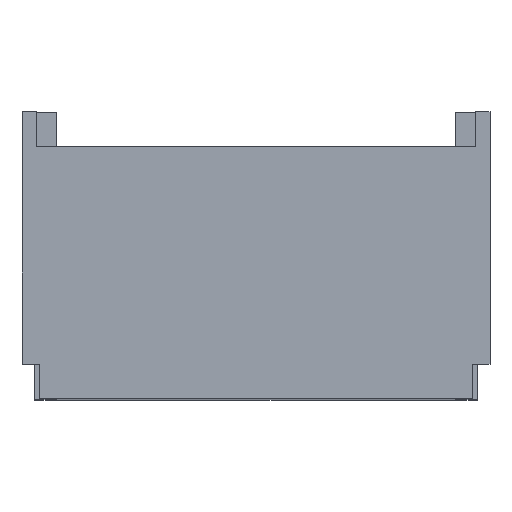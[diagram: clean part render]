
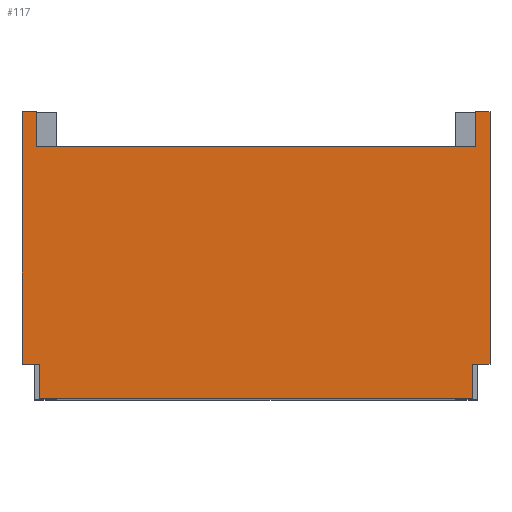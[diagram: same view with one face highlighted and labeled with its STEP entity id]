
A CAD part, top view. The second image highlights one B-rep face of the part: STEP entity #117.
In plain terms, the highlighted planar face has unit normal (0, 0, 1).
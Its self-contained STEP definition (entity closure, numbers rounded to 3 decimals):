
#117=ADVANCED_FACE('',(#296),#297,.T.);
#296=FACE_OUTER_BOUND('',#535,.T.);
#297=PLANE('',#536);
#535=EDGE_LOOP('',(#832,#833,#834,#835,#836,#837,#838,#839,#840,#841,#842,#843));
#536=AXIS2_PLACEMENT_3D('',#844,#845,#846);
#832=ORIENTED_EDGE('',*,*,#1549,.T.);
#833=ORIENTED_EDGE('',*,*,#1536,.T.);
#834=ORIENTED_EDGE('',*,*,#1532,.T.);
#835=ORIENTED_EDGE('',*,*,#1550,.F.);
#836=ORIENTED_EDGE('',*,*,#1501,.T.);
#837=ORIENTED_EDGE('',*,*,#1506,.F.);
#838=ORIENTED_EDGE('',*,*,#1541,.F.);
#839=ORIENTED_EDGE('',*,*,#1551,.T.);
#840=ORIENTED_EDGE('',*,*,#1552,.T.);
#841=ORIENTED_EDGE('',*,*,#1553,.T.);
#842=ORIENTED_EDGE('',*,*,#1554,.T.);
#843=ORIENTED_EDGE('',*,*,#1555,.F.);
#844=CARTESIAN_POINT('',(40.75,-41.0,168.0));
#845=DIRECTION('',(0.0,0.0,1.0));
#846=DIRECTION('',(0.0,-1.0,0.0));
#1501=EDGE_CURVE('',#1801,#1803,#1805,.T.);
#1506=EDGE_CURVE('',#1811,#1803,#1813,.T.);
#1532=EDGE_CURVE('',#1860,#1861,#1862,.T.);
#1536=EDGE_CURVE('',#1866,#1860,#1867,.T.);
#1541=EDGE_CURVE('',#1874,#1811,#1875,.T.);
#1549=EDGE_CURVE('',#1888,#1866,#1889,.T.);
#1550=EDGE_CURVE('',#1801,#1861,#1890,.T.);
#1551=EDGE_CURVE('',#1874,#1891,#1892,.T.);
#1552=EDGE_CURVE('',#1891,#1893,#1894,.T.);
#1553=EDGE_CURVE('',#1893,#1895,#1896,.T.);
#1554=EDGE_CURVE('',#1895,#1897,#1898,.T.);
#1555=EDGE_CURVE('',#1888,#1897,#1899,.T.);
#1801=VERTEX_POINT('',#2250);
#1803=VERTEX_POINT('',#2253);
#1805=LINE('',#2256,#2257);
#1811=VERTEX_POINT('',#2265);
#1813=LINE('',#2268,#2269);
#1860=VERTEX_POINT('',#2338);
#1861=VERTEX_POINT('',#2339);
#1862=LINE('',#2340,#2341);
#1866=VERTEX_POINT('',#2347);
#1867=LINE('',#2348,#2349);
#1874=VERTEX_POINT('',#2359);
#1875=LINE('',#2360,#2361);
#1888=VERTEX_POINT('',#2380);
#1889=LINE('',#2381,#2382);
#1890=LINE('',#2383,#2384);
#1891=VERTEX_POINT('',#2385);
#1892=LINE('',#2386,#2387);
#1893=VERTEX_POINT('',#2388);
#1894=LINE('',#2389,#2390);
#1895=VERTEX_POINT('',#2391);
#1896=LINE('',#2392,#2393);
#1897=VERTEX_POINT('',#2394);
#1898=LINE('',#2395,#2396);
#1899=LINE('',#2397,#2398);
#2250=CARTESIAN_POINT('',(37.75,-41.0,168.0));
#2253=CARTESIAN_POINT('',(37.75,-35.0,168.0));
#2256=CARTESIAN_POINT('',(37.75,-41.0,168.0));
#2257=VECTOR('',#2908,6.0);
#2265=CARTESIAN_POINT('',(40.75,-35.0,168.0));
#2268=CARTESIAN_POINT('',(40.75,-35.0,168.0));
#2269=VECTOR('',#2912,3.0);
#2338=CARTESIAN_POINT('',(-37.75,-35.0,168.0));
#2339=CARTESIAN_POINT('',(-37.75,-41.0,168.0));
#2340=CARTESIAN_POINT('',(-37.75,-35.0,168.0));
#2341=VECTOR('',#2935,6.0);
#2347=CARTESIAN_POINT('',(-40.75,-35.0,168.0));
#2348=CARTESIAN_POINT('',(-40.75,-35.0,168.0));
#2349=VECTOR('',#2938,3.0);
#2359=CARTESIAN_POINT('',(40.75,9.,168.0));
#2360=CARTESIAN_POINT('',(40.75,9.,168.0));
#2361=VECTOR('',#2942,44.0);
#2380=CARTESIAN_POINT('',(-40.75,9.0,168.0));
#2381=CARTESIAN_POINT('',(-40.75,9.0,168.0));
#2382=VECTOR('',#2949,44.0);
#2383=CARTESIAN_POINT('',(37.75,-41.0,168.0));
#2384=VECTOR('',#2950,75.5);
#2385=CARTESIAN_POINT('',(38.25,9.,168.0));
#2386=CARTESIAN_POINT('',(40.75,9.,168.0));
#2387=VECTOR('',#2951,2.5);
#2388=CARTESIAN_POINT('',(38.25,3.,168.0));
#2389=CARTESIAN_POINT('',(38.25,9.,168.0));
#2390=VECTOR('',#2952,6.0);
#2391=CARTESIAN_POINT('',(-38.25,3.0,168.0));
#2392=CARTESIAN_POINT('',(38.25,3.,168.0));
#2393=VECTOR('',#2953,76.5);
#2394=CARTESIAN_POINT('',(-38.25,9.0,168.0));
#2395=CARTESIAN_POINT('',(-38.25,3.0,168.0));
#2396=VECTOR('',#2954,6.0);
#2397=CARTESIAN_POINT('',(-40.75,9.0,168.0));
#2398=VECTOR('',#2955,2.5);
#2908=DIRECTION('',(0.0,1.0,0.0));
#2912=DIRECTION('',(-1.0,0.0,0.0));
#2935=DIRECTION('',(0.0,-1.0,0.0));
#2938=DIRECTION('',(1.0,0.0,0.0));
#2942=DIRECTION('',(0.0,-1.0,0.0));
#2949=DIRECTION('',(0.0,-1.0,0.0));
#2950=DIRECTION('',(-1.0,0.0,0.0));
#2951=DIRECTION('',(-1.0,0.0,0.0));
#2952=DIRECTION('',(0.0,-1.0,0.0));
#2953=DIRECTION('',(-1.0,0.0,0.0));
#2954=DIRECTION('',(0.0,1.0,0.0));
#2955=DIRECTION('',(1.0,0.0,0.0));
